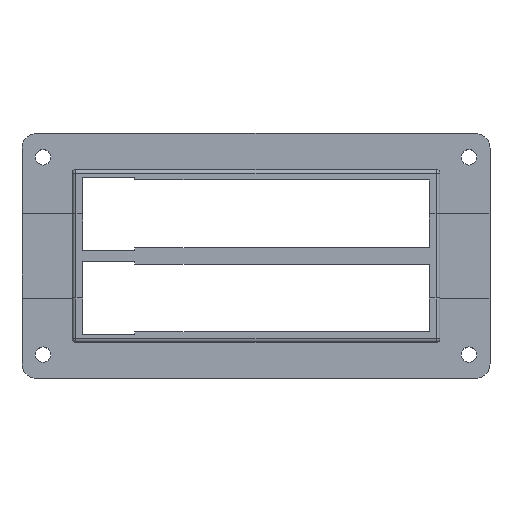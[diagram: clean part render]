
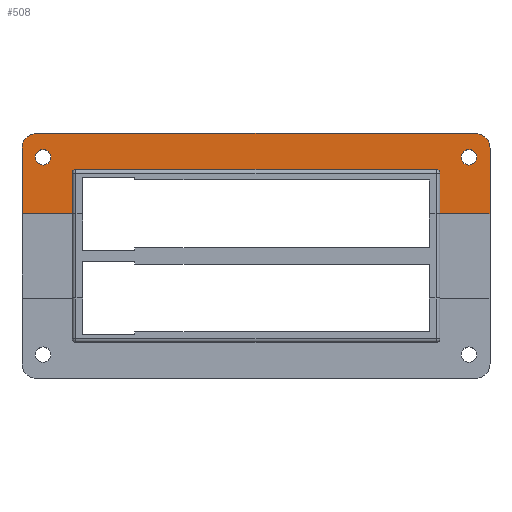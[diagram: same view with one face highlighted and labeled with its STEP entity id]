
A CAD part, top view. The second image highlights one B-rep face of the part: STEP entity #508.
In plain terms, the highlighted planar face has unit normal (0, 0, 1).
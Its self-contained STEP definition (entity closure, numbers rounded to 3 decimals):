
#103=(
BOUNDED_CURVE()
B_SPLINE_CURVE(3,(#6897,#6898,#6899,#6900),.UNSPECIFIED.,.F.,.F.)
B_SPLINE_CURVE_WITH_KNOTS((4,4),(0.,1.),.UNSPECIFIED.)
CURVE()
GEOMETRIC_REPRESENTATION_ITEM()
RATIONAL_B_SPLINE_CURVE((1.,0.805,0.805,1.))
REPRESENTATION_ITEM('')
);
#104=(
BOUNDED_CURVE()
B_SPLINE_CURVE(3,(#6910,#6911,#6912,#6913),.UNSPECIFIED.,.F.,.F.)
B_SPLINE_CURVE_WITH_KNOTS((4,4),(0.,1.),.UNSPECIFIED.)
CURVE()
GEOMETRIC_REPRESENTATION_ITEM()
RATIONAL_B_SPLINE_CURVE((1.,0.805,0.805,1.))
REPRESENTATION_ITEM('')
);
#224=FACE_BOUND('',#1203,.T.);
#225=FACE_BOUND('',#1204,.T.);
#226=FACE_BOUND('',#1205,.T.);
#297=CIRCLE('',#4720,4.25);
#299=CIRCLE('',#4723,4.25);
#314=CIRCLE('',#4790,8.);
#316=CIRCLE('',#4794,8.);
#323=CIRCLE('',#4811,4.25);
#325=CIRCLE('',#4814,4.25);
#508=ADVANCED_FACE('',(#224,#225,#226),#728,.T.);
#728=PLANE('',#4827);
#1203=EDGE_LOOP('',(#1970,#1971,#1972,#1973,#1974,#1975,#1976,#1977,#1978,
#1979,#1980,#1981));
#1204=EDGE_LOOP('',(#1982,#1983));
#1205=EDGE_LOOP('',(#1984,#1985));
#1970=ORIENTED_EDGE('',*,*,#3139,.T.);
#1971=ORIENTED_EDGE('',*,*,#3350,.F.);
#1972=ORIENTED_EDGE('',*,*,#3308,.T.);
#1973=ORIENTED_EDGE('',*,*,#3305,.T.);
#1974=ORIENTED_EDGE('',*,*,#3302,.T.);
#1975=ORIENTED_EDGE('',*,*,#3345,.T.);
#1976=ORIENTED_EDGE('',*,*,#3351,.T.);
#1977=ORIENTED_EDGE('',*,*,#3336,.T.);
#1978=ORIENTED_EDGE('',*,*,#3326,.T.);
#1979=ORIENTED_EDGE('',*,*,#3329,.T.);
#1980=ORIENTED_EDGE('',*,*,#3331,.T.);
#1981=ORIENTED_EDGE('',*,*,#3352,.T.);
#1982=ORIENTED_EDGE('',*,*,#3334,.T.);
#1983=ORIENTED_EDGE('',*,*,#3170,.T.);
#1984=ORIENTED_EDGE('',*,*,#3332,.T.);
#1985=ORIENTED_EDGE('',*,*,#3174,.T.);
#2691=VERTEX_POINT('',#6501);
#2692=VERTEX_POINT('',#6503);
#2720=VERTEX_POINT('',#6567);
#2721=VERTEX_POINT('',#6568);
#2724=VERTEX_POINT('',#6576);
#2725=VERTEX_POINT('',#6577);
#2811=VERTEX_POINT('',#6842);
#2812=VERTEX_POINT('',#6844);
#2814=VERTEX_POINT('',#6850);
#2816=VERTEX_POINT('',#6856);
#2826=VERTEX_POINT('',#6896);
#2827=VERTEX_POINT('',#6901);
#2828=VERTEX_POINT('',#6905);
#2829=VERTEX_POINT('',#6909);
#2830=VERTEX_POINT('',#6922);
#2835=VERTEX_POINT('',#6938);
#3139=EDGE_CURVE('',#2692,#2691,#3738,.T.);
#3170=EDGE_CURVE('',#2720,#2721,#297,.T.);
#3174=EDGE_CURVE('',#2724,#2725,#299,.T.);
#3302=EDGE_CURVE('',#2812,#2811,#314,.T.);
#3305=EDGE_CURVE('',#2814,#2812,#3880,.T.);
#3308=EDGE_CURVE('',#2816,#2814,#316,.T.);
#3326=EDGE_CURVE('',#2827,#2826,#103,.T.);
#3329=EDGE_CURVE('',#2826,#2828,#3893,.T.);
#3331=EDGE_CURVE('',#2828,#2829,#104,.T.);
#3332=EDGE_CURVE('',#2725,#2724,#323,.T.);
#3334=EDGE_CURVE('',#2721,#2720,#325,.T.);
#3336=EDGE_CURVE('',#2830,#2827,#3895,.T.);
#3345=EDGE_CURVE('',#2811,#2835,#3903,.T.);
#3350=EDGE_CURVE('',#2816,#2691,#3906,.T.);
#3351=EDGE_CURVE('',#2835,#2830,#3907,.T.);
#3352=EDGE_CURVE('',#2829,#2692,#3908,.T.);
#3738=LINE('',#6502,#4239);
#3880=LINE('',#6849,#4381);
#3893=LINE('',#6906,#4394);
#3895=LINE('',#6921,#4396);
#3903=LINE('',#6939,#4404);
#3906=LINE('',#6949,#4407);
#3907=LINE('',#6950,#4408);
#3908=LINE('',#6951,#4409);
#4239=VECTOR('',#5249,1.);
#4381=VECTOR('',#5557,1.);
#4394=VECTOR('',#5604,1.);
#4396=VECTOR('',#5622,1.);
#4404=VECTOR('',#5638,1.);
#4407=VECTOR('',#5653,1.);
#4408=VECTOR('',#5654,1.);
#4409=VECTOR('',#5655,1.);
#4720=AXIS2_PLACEMENT_3D('',#6566,#5296,#5297);
#4723=AXIS2_PLACEMENT_3D('',#6575,#5304,#5305);
#4790=AXIS2_PLACEMENT_3D('',#6843,#5551,#5552);
#4794=AXIS2_PLACEMENT_3D('',#6855,#5563,#5564);
#4811=AXIS2_PLACEMENT_3D('',#6915,#5610,#5611);
#4814=AXIS2_PLACEMENT_3D('',#6918,#5616,#5617);
#4827=AXIS2_PLACEMENT_3D('',#6952,#5656,#5657);
#5249=DIRECTION('',(1.,0.,0.));
#5296=DIRECTION('',(0.,0.,-1.));
#5297=DIRECTION('',(-1.,0.,0.));
#5304=DIRECTION('',(0.,0.,-1.));
#5305=DIRECTION('',(-1.,0.,0.));
#5551=DIRECTION('',(0.,0.,1.));
#5552=DIRECTION('',(-1.,0.,0.));
#5557=DIRECTION('',(-1.,0.,0.));
#5563=DIRECTION('',(0.,0.,1.));
#5564=DIRECTION('',(-1.,0.,0.));
#5604=DIRECTION('',(1.,0.,0.));
#5610=DIRECTION('',(0.,0.,-1.));
#5611=DIRECTION('',(-1.,0.,0.));
#5616=DIRECTION('',(0.,0.,-1.));
#5617=DIRECTION('',(-1.,0.,0.));
#5622=DIRECTION('',(0.,1.,0.));
#5638=DIRECTION('',(0.,-1.,0.));
#5653=DIRECTION('',(0.,-1.,0.));
#5654=DIRECTION('',(1.,0.,0.));
#5655=DIRECTION('',(0.,-1.,0.));
#5656=DIRECTION('',(0.,0.,1.));
#5657=DIRECTION('',(-1.,0.,0.));
#6501=CARTESIAN_POINT('',(118.,-23.,23.));
#6502=CARTESIAN_POINT('',(40.,-23.,23.));
#6503=CARTESIAN_POINT('',(90.587,-23.,23.));
#6566=CARTESIAN_POINT('',(-126.5,8.,23.));
#6567=CARTESIAN_POINT('',(-122.25,8.,23.));
#6568=CARTESIAN_POINT('',(-130.75,8.,23.));
#6575=CARTESIAN_POINT('',(106.5,8.,23.));
#6576=CARTESIAN_POINT('',(110.75,8.,23.));
#6577=CARTESIAN_POINT('',(102.25,8.,23.));
#6842=CARTESIAN_POINT('',(-138.,13.,23.));
#6843=CARTESIAN_POINT('',(-130.,13.,23.));
#6844=CARTESIAN_POINT('',(-130.,21.,23.));
#6849=CARTESIAN_POINT('',(70.238,21.,23.));
#6850=CARTESIAN_POINT('',(110.,21.,23.));
#6855=CARTESIAN_POINT('',(110.,13.,23.));
#6856=CARTESIAN_POINT('',(118.,13.,23.));
#6896=CARTESIAN_POINT('',(-108.587,1.337,23.));
#6897=CARTESIAN_POINT('',(-110.587,-0.663,23.));
#6898=CARTESIAN_POINT('',(-110.587,0.509,23.));
#6899=CARTESIAN_POINT('',(-109.759,1.337,23.));
#6900=CARTESIAN_POINT('',(-108.587,1.337,23.));
#6901=CARTESIAN_POINT('',(-110.587,-0.663,23.));
#6905=CARTESIAN_POINT('',(88.587,1.337,23.));
#6906=CARTESIAN_POINT('',(70.238,1.337,23.));
#6909=CARTESIAN_POINT('',(90.587,-0.663,23.));
#6910=CARTESIAN_POINT('',(88.587,1.337,23.));
#6911=CARTESIAN_POINT('',(89.759,1.337,23.));
#6912=CARTESIAN_POINT('',(90.587,0.509,23.));
#6913=CARTESIAN_POINT('',(90.587,-0.663,23.));
#6915=CARTESIAN_POINT('',(106.5,8.,23.));
#6918=CARTESIAN_POINT('',(-126.5,8.,23.));
#6921=CARTESIAN_POINT('',(-110.587,8.014,23.));
#6922=CARTESIAN_POINT('',(-110.587,-23.,23.));
#6938=CARTESIAN_POINT('',(-138.,-23.,23.));
#6939=CARTESIAN_POINT('',(-138.,8.014,23.));
#6949=CARTESIAN_POINT('',(118.,21.,23.));
#6950=CARTESIAN_POINT('',(0.,-23.,23.));
#6951=CARTESIAN_POINT('',(90.587,8.014,23.));
#6952=CARTESIAN_POINT('',(70.238,8.014,23.));
